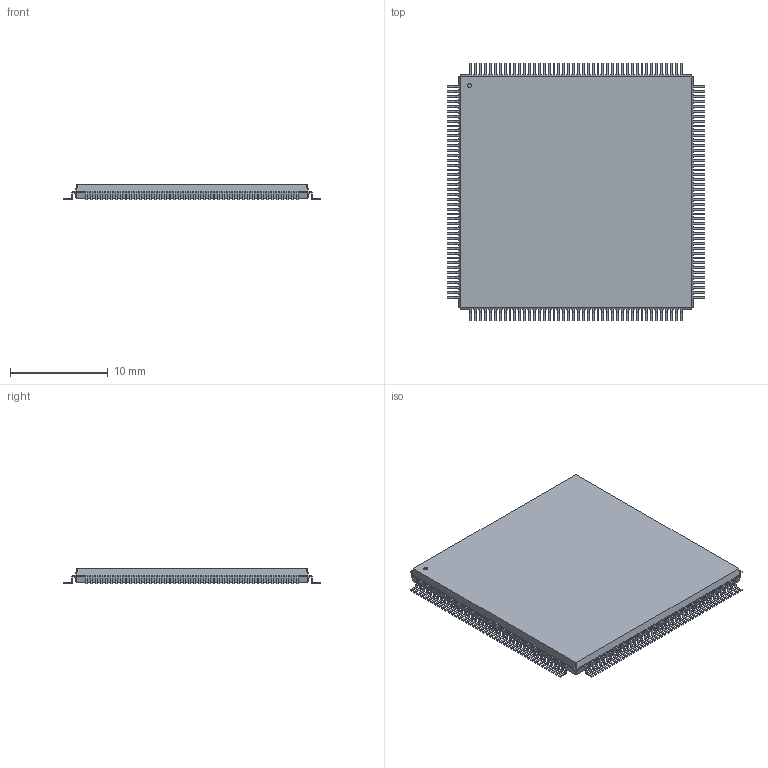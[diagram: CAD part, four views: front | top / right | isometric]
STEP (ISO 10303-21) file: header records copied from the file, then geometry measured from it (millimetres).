
FILE_DESCRIPTION(/* description */ ('model of TQFP-176_24x24mm_P0.5mm'),/* implementation_level */ '2;1');
FILE_NAME(/* name */ 'TQFP-176_24x24mm_P0.5mm.step',/* time_stamp */ '2018-11-04T15:41:48',/* author */ ('kicad StepUp','ksu'),/* organization */ ('FreeCAD'),/* preprocessor_version */ 'OCC',/* originating_system */ 'kicad StepUp',/* authorisation */ '');
FILE_SCHEMA(('AUTOMOTIVE_DESIGN { 1 0 10303 214 1 1 1 1 }'));
Products named in the file (1): TQFP_176_24x24mm_P05mm
Bounding box: 26.32 x 26.32 x 1.6 mm (x, y, z)
Volume: 855.4 mm3; surface area: 1462.4 mm2
Topology: 1 solids, 1 shells, 2676 faces, 7291 edges, 4618 vertices
Faces by surface type: plane 1771, cylinder 705, bspline 200
Full cylindrical faces by diameter (mm): 0.4 x1
Entity records: 101815 total; most frequent: CARTESIAN_POINT 15218, ORIENTED_EDGE 14582, DIRECTION 13623, EDGE_CURVE 7291, LINE 5849, VECTOR 5849, VERTEX_POINT 4618, AXIS2_PLACEMENT_3D 3887
